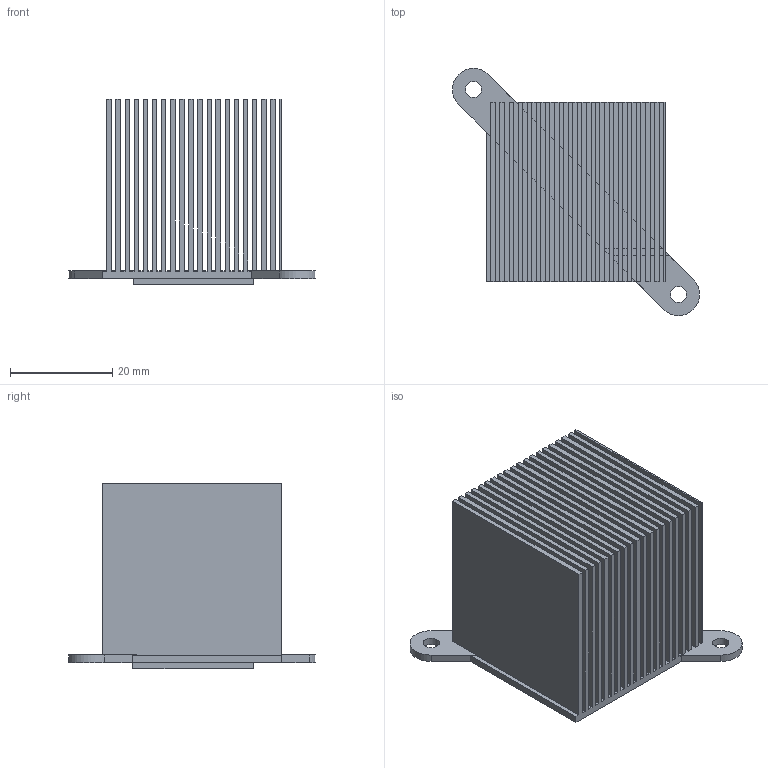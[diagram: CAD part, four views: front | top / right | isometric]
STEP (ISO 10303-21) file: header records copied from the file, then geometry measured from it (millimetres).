
FILE_DESCRIPTION(('FreeCAD Model'),'2;1');
FILE_NAME('Open CASCADE Shape Model','2024-03-12T00:53:49',(''),(''), 'Open CASCADE STEP processor 7.6','FreeCAD','Unknown');
FILE_SCHEMA(('AUTOMOTIVE_DESIGN { 1 0 10303 214 1 1 1 1 }'));
Length unit declared in the file: millimetre
Products named in the file (1): Body
Bounding box: 48.23 x 48.23 x 36.2 mm (x, y, z)
Volume: 22754.5 mm3; surface area: 51227.2 mm2
Topology: 1 solids, 1 shells, 183 faces, 537 edges, 356 vertices
Faces by surface type: plane 179, cylinder 4
Full cylindrical faces by diameter (mm): 3.175 x2
Entity records: 12986 total; most frequent: CARTESIAN_POINT 2199, DIRECTION 1979, LINE 1595, VECTOR 1595, ORIENTED_EDGE 1074, PCURVE 1074, DEFINITIONAL_REPRESENTATION 1074, EDGE_CURVE 537
